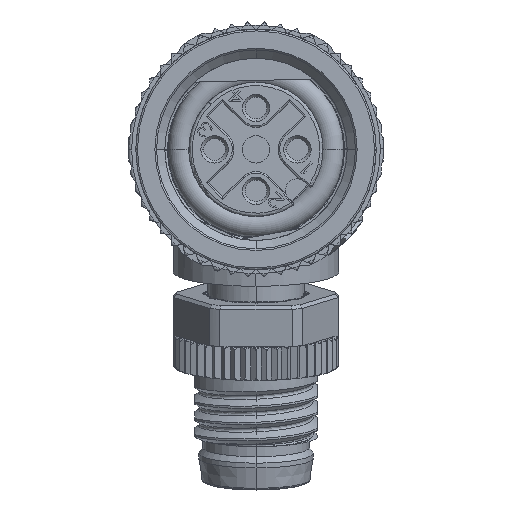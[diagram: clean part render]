
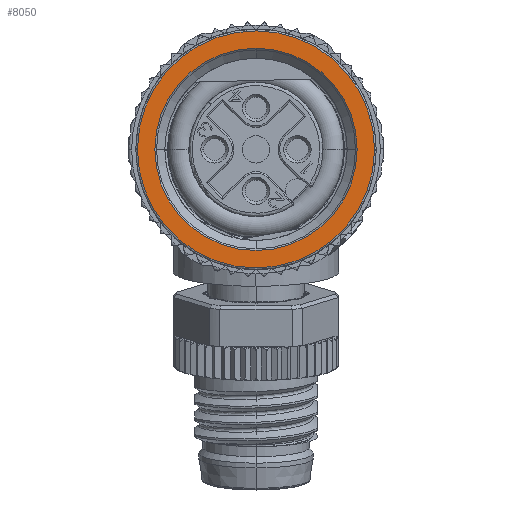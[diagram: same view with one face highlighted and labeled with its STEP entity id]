
A CAD part, front view. The second image highlights one B-rep face of the part: STEP entity #8050.
In plain terms, the highlighted planar face has unit normal (0, -1, 0).
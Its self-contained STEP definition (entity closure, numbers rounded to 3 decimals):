
#8050=ADVANCED_FACE('',(#15955,#15956),#15957,.T.);
#15955=FACE_OUTER_BOUND('',#44942,.T.);
#15956=FACE_BOUND('',#44943,.T.);
#15957=PLANE('',#44944);
#44942=EDGE_LOOP('',(#67946,#67947,#67948,#67949));
#44943=EDGE_LOOP('',(#67950,#67951,#67952,#67953));
#44944=AXIS2_PLACEMENT_3D('',#67954,#67955,#67956);
#67946=ORIENTED_EDGE('',*,*,#74721,.F.);
#67947=ORIENTED_EDGE('',*,*,#73120,.F.);
#67948=ORIENTED_EDGE('',*,*,#74719,.F.);
#67949=ORIENTED_EDGE('',*,*,#73125,.F.);
#67950=ORIENTED_EDGE('',*,*,#74729,.F.);
#67951=ORIENTED_EDGE('',*,*,#73103,.F.);
#67952=ORIENTED_EDGE('',*,*,#73110,.F.);
#67953=ORIENTED_EDGE('',*,*,#74730,.F.);
#67954=CARTESIAN_POINT('',(0.0,-12.4,0.0));
#67955=DIRECTION('',(0.0,-1.0,0.0));
#67956=DIRECTION('',(1.0,0.0,0.0));
#73103=EDGE_CURVE('',#80894,#80892,#80896,.T.);
#73110=EDGE_CURVE('',#80904,#80894,#80906,.T.);
#73120=EDGE_CURVE('',#80922,#80918,#80924,.T.);
#73125=EDGE_CURVE('',#80931,#80927,#80933,.T.);
#74719=EDGE_CURVE('',#80927,#80922,#83223,.T.);
#74721=EDGE_CURVE('',#80918,#80931,#83225,.T.);
#74729=EDGE_CURVE('',#80892,#83234,#83235,.T.);
#74730=EDGE_CURVE('',#83234,#80904,#83236,.T.);
#80892=VERTEX_POINT('',#97285);
#80894=VERTEX_POINT('',#97288);
#80896=CIRCLE('',#97291,6.1);
#80904=VERTEX_POINT('',#97300);
#80906=CIRCLE('',#97303,6.1);
#80918=VERTEX_POINT('',#97315);
#80922=VERTEX_POINT('',#97319);
#80924=CIRCLE('',#97321,7.15);
#80927=VERTEX_POINT('',#97324);
#80931=VERTEX_POINT('',#97328);
#80933=CIRCLE('',#97330,7.15);
#83223=CIRCLE('',#102529,7.15);
#83225=CIRCLE('',#102531,7.15);
#83234=VERTEX_POINT('',#102542);
#83235=CIRCLE('',#102543,6.1);
#83236=CIRCLE('',#102544,6.1);
#97285=CARTESIAN_POINT('',(0.0,-12.4,6.1));
#97288=CARTESIAN_POINT('',(6.1,-12.4,0.0));
#97291=AXIS2_PLACEMENT_3D('',#110180,#110181,#110182);
#97300=CARTESIAN_POINT('',(0.0,-12.4,-6.1));
#97303=AXIS2_PLACEMENT_3D('',#110191,#110192,#110193);
#97315=CARTESIAN_POINT('',(-7.15,-12.4,0.052));
#97319=CARTESIAN_POINT('',(-7.15,-12.4,0.0));
#97321=AXIS2_PLACEMENT_3D('',#110215,#110216,#110217);
#97324=CARTESIAN_POINT('',(7.15,-12.4,-0.052));
#97328=CARTESIAN_POINT('',(7.15,-12.4,0.0));
#97330=AXIS2_PLACEMENT_3D('',#110227,#110228,#110229);
#102529=AXIS2_PLACEMENT_3D('',#112128,#112129,#112130);
#102531=AXIS2_PLACEMENT_3D('',#112131,#112132,#112133);
#102542=CARTESIAN_POINT('',(-6.1,-12.4,0.0));
#102543=AXIS2_PLACEMENT_3D('',#112142,#112143,#112144);
#102544=AXIS2_PLACEMENT_3D('',#112145,#112146,#112147);
#110180=CARTESIAN_POINT('',(0.0,-12.4,0.0));
#110181=DIRECTION('',(0.0,-1.0,0.0));
#110182=DIRECTION('',(1.0,0.0,0.0));
#110191=CARTESIAN_POINT('',(0.0,-12.4,0.0));
#110192=DIRECTION('',(0.0,-1.0,0.0));
#110193=DIRECTION('',(0.0,0.0,-1.0));
#110215=CARTESIAN_POINT('',(0.0,-12.4,0.0));
#110216=DIRECTION('',(0.0,1.0,0.0));
#110217=DIRECTION('',(-1.0,0.0,0.0));
#110227=CARTESIAN_POINT('',(0.0,-12.4,0.0));
#110228=DIRECTION('',(-0.0,1.0,0.0));
#110229=DIRECTION('',(1.0,0.0,0.0));
#112128=CARTESIAN_POINT('',(0.0,-12.4,0.0));
#112129=DIRECTION('',(0.0,1.0,0.0));
#112130=DIRECTION('',(1.,0.0,-0.007));
#112131=CARTESIAN_POINT('',(0.0,-12.4,0.0));
#112132=DIRECTION('',(0.0,1.0,0.0));
#112133=DIRECTION('',(-1.,0.0,0.007));
#112142=CARTESIAN_POINT('',(0.0,-12.4,0.0));
#112143=DIRECTION('',(0.0,-1.0,0.0));
#112144=DIRECTION('',(0.0,0.0,1.0));
#112145=CARTESIAN_POINT('',(0.0,-12.4,0.0));
#112146=DIRECTION('',(0.0,-1.0,0.0));
#112147=DIRECTION('',(-1.0,0.0,0.0));
